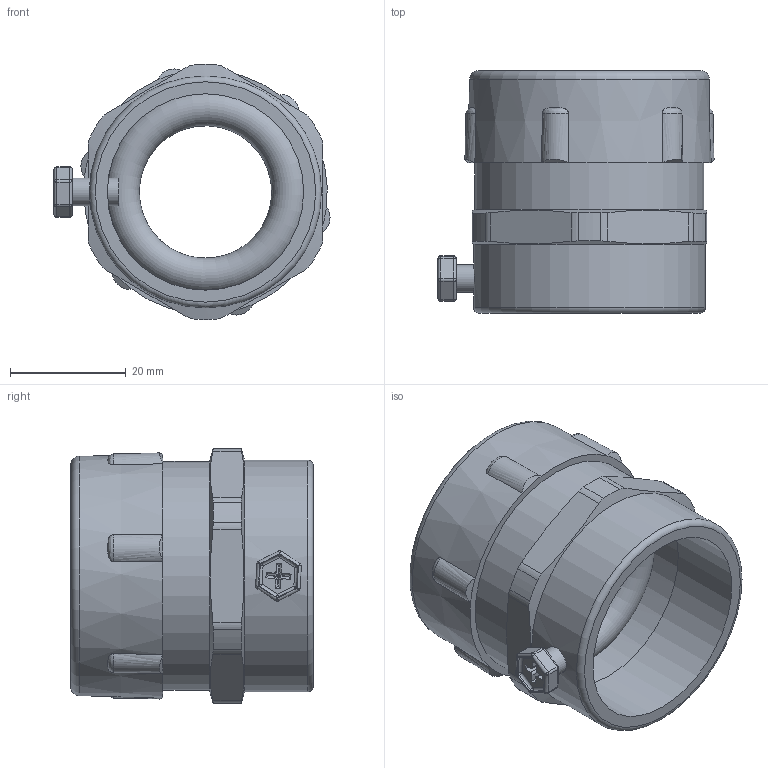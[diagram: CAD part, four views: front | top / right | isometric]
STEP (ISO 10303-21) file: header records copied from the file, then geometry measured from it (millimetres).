
FILE_DESCRIPTION(/* description */ (''),/* implementation_level */ '2;1');
FILE_NAME(/* name */ 'МТ-25.stp',/* time_stamp */ '2021-06-07T16:29:18+07:00',/* author */ ('zeta-09'),/* organization */ (''),/* preprocessor_version */ 'ST-DEVELOPER v18.1',/* originating_system */ 'Autodesk Inventor 2021',/* authorisation */ '');
FILE_SCHEMA (('AUTOMOTIVE_DESIGN { 1 0 10303 214 3 1 1 }'));
Length unit declared in the file: millimetre
Products named in the file (1): МТ-25
Bounding box: 47.74 x 41.9 x 44.14 mm (x, y, z)
Volume: 15851 mm3; surface area: 20815.2 mm2
Topology: 9 solids, 9 shells, 202 faces, 506 edges, 323 vertices
Faces by surface type: cylinder 81, plane 49, bspline 33, sphere 18, cone 15, torus 6
Full cylindrical faces by diameter (mm): 4.8 x1, 5 x1, 22.9 x1, 23.7 x1, 32.6 x1, 33 x1, 33.95 x1, 34.2 x1, 35 x1, 35.8 x1, 37 x1, 38.1 x1, 39.6 x1, 40.1 x1
Entity records: 7469 total; most frequent: CARTESIAN_POINT 2433, ORIENTED_EDGE 1014, DIRECTION 979, EDGE_CURVE 507, AXIS2_PLACEMENT_3D 394, VERTEX_POINT 328, EDGE_LOOP 213, STYLED_ITEM 211
